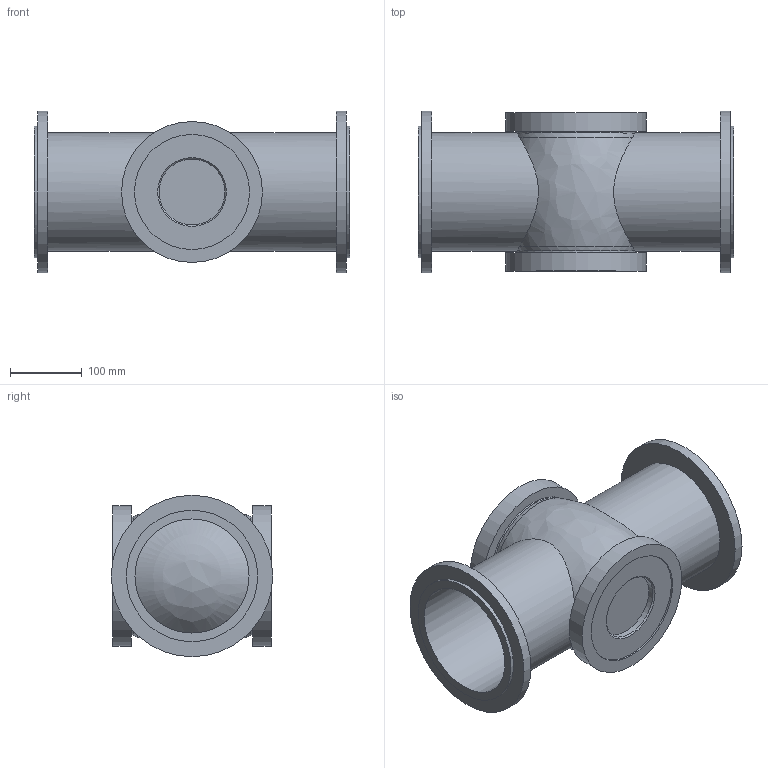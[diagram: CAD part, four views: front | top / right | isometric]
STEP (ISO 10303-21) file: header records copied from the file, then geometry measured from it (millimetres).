
FILE_DESCRIPTION(/* description */ (''),/* implementation_level */ '2;1');
FILE_NAME(/* name */ 'SGQ_6S_HP.stp',/* time_stamp */ '2024-11-08T14:14:50+09:00',/* author */ ('t-fuchigami'),/* organization */ (''),/* preprocessor_version */ 'ST-DEVELOPER v20',/* originating_system */ 'Autodesk Inventor 2025',/* authorisation */ '');
FILE_SCHEMA (('CONFIG_CONTROL_DESIGN'));
Length unit declared in the file: millimetre
Products named in the file (1): SGQ_6S_HP
Bounding box: 440 x 225 x 225 mm (x, y, z)
Volume: 6901073.9 mm3; surface area: 602284.4 mm2
Topology: 1 solids, 1 shells, 40 faces, 77 edges, 51 vertices
Faces by surface type: cylinder 16, plane 14, cone 6, bspline 4
Full cylindrical faces by diameter (mm): 92 x2, 159.2 x2, 160.5 x2, 165.2 x2, 166 x2, 183.3 x2, 196.5 x2, 225 x2
Entity records: 1352 total; most frequent: CARTESIAN_POINT 500, DIRECTION 164, ORIENTED_EDGE 154, EDGE_CURVE 77, AXIS2_PLACEMENT_3D 73, EDGE_LOOP 52, VERTEX_POINT 51, FACE_OUTER_BOUND 40
